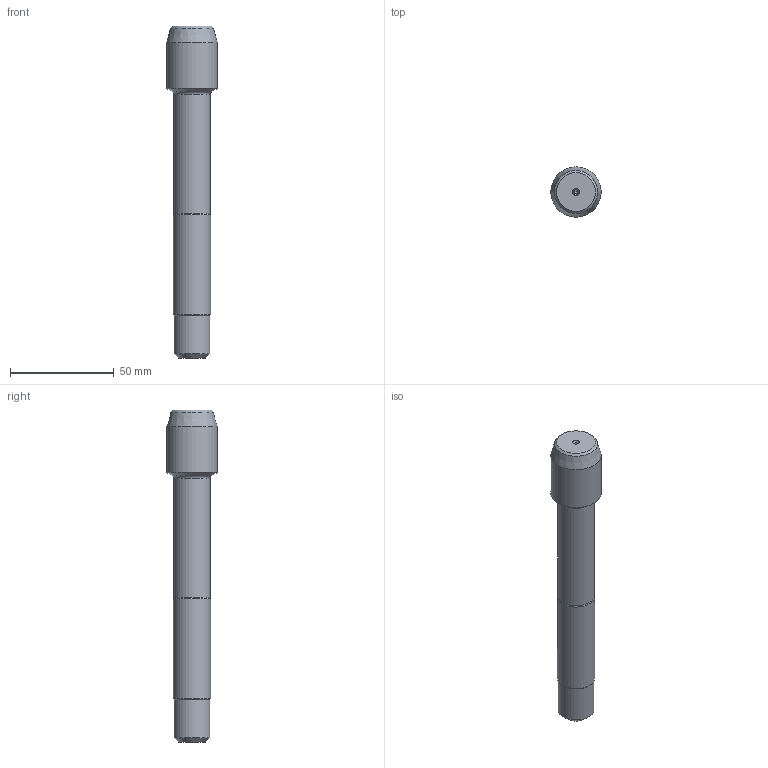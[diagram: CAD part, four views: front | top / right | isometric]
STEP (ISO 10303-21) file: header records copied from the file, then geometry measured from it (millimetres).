
FILE_DESCRIPTION(/* description */ (''),/* implementation_level */ '2;1');
FILE_NAME(/* name */ 'd605_20220426_052750_tb_1.stp',/* time_stamp */ '2022-04-26T05:29:57+02:00',/* author */ (''),/* organization */ ('SMS'),/* preprocessor_version */ 'ST-DEVELOPER v16.7',/* originating_system */ 'SIEMENS PLM Software NX 12.0',/* authorisation */ '');
FILE_SCHEMA (('AUTOMOTIVE_DESIGN { 1 0 10303 214 3 1 1 1 }'));
Length unit declared in the file: millimetre
Products named in the file (1): D605_20220426_052750_TB_1
Bounding box: 24.2 x 24.2 x 160 mm (x, y, z)
Volume: 45461.6 mm3; surface area: 10146.6 mm2
Topology: 1 solids, 1 shells, 19 faces, 89 edges, 122 vertices
Faces by surface type: cone 9, cylinder 6, torus 2, plane 2
Full cylindrical faces by diameter (mm): 2 x2, 17.28 x1, 17.7 x1, 18 x1, 24.203 x1
Entity records: 851 total; most frequent: DIRECTION 122, CARTESIAN_POINT 109, STYLED_ITEM 52, PRESENTATION_STYLE_ASSIGNMENT 52, CURVE_STYLE 45, DRAUGHTING_PRE_DEFINED_CURVE_FONT 45, TRIMMED_CURVE 44, LINE 44
